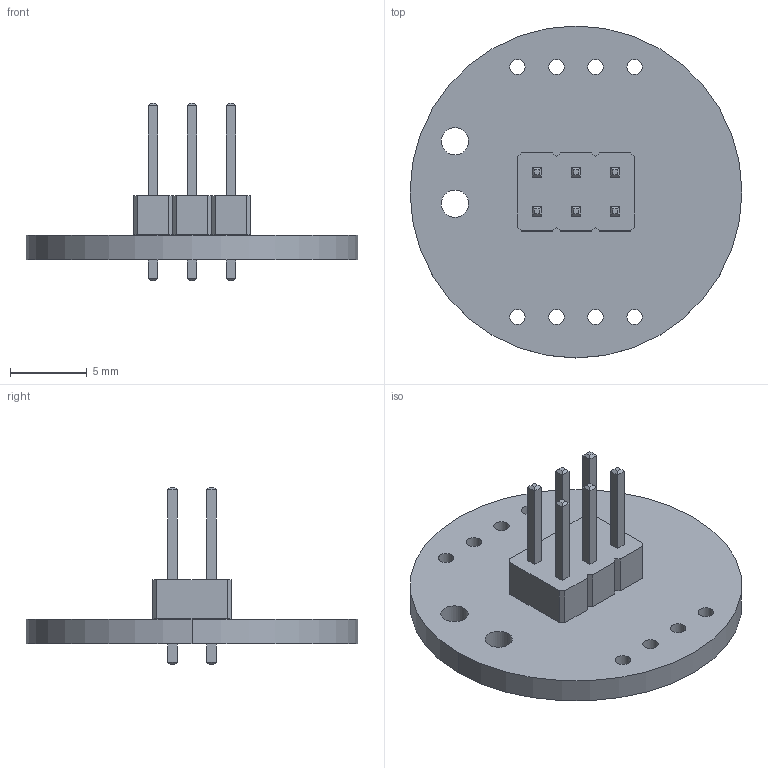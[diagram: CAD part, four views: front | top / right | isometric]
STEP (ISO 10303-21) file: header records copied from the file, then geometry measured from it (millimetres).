
FILE_DESCRIPTION(('KiCad electronic assembly'),'2;1');
FILE_NAME('PDB4-CHARGE.step','2022-12-24T16:48:28',('Pcbnew'),('Kicad'), 'Open CASCADE STEP processor 7.6','KiCad to STEP converter','Unknown' );
FILE_SCHEMA(('AUTOMOTIVE_DESIGN { 1 0 10303 214 1 1 1 1 }'));
Length unit declared in the file: millimetre
Products named in the file (4): PDB4-CHARGE 1; PinHeader_2x03_P2.54mm_Vertical; SOLID; PDB4-CHARGE PCB
Assembly tree (3 placements, depth 3):
  PDB4-CHARGE 1
    PinHeader_2x03_P2.54mm_Vertical
      SOLID
    PDB4-CHARGE PCB
Bounding box: 21.59 x 21.59 x 11.54 mm (x, y, z)
Volume: 679.3 mm3; surface area: 1173.7 mm2
Topology: 2 solids, 2 shells, 150 faces, 354 edges, 220 vertices
Faces by surface type: bspline 130, cylinder 18, plane 2
Full cylindrical faces by diameter (mm): 1 x14, 1.778 x2
Entity records: 8950 total; most frequent: CARTESIAN_POINT 2726, B_SPLINE_CURVE_WITH_KNOTS 900, ORIENTED_EDGE 708, PCURVE 708, DEFINITIONAL_REPRESENTATION 708, EDGE_CURVE 354, SURFACE_CURVE 338, DIRECTION 246
